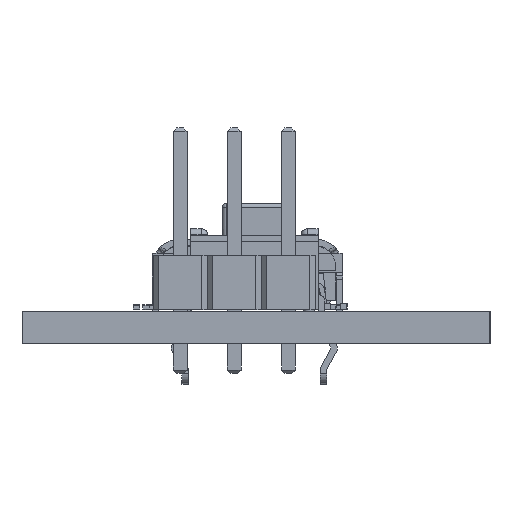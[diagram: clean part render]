
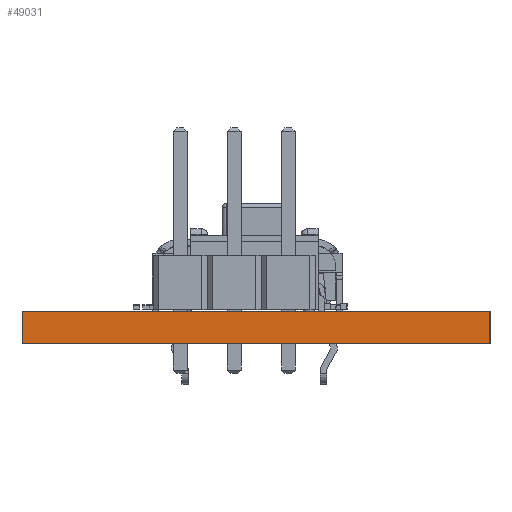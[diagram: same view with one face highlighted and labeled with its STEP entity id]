
A CAD part, left-side view. The second image highlights one B-rep face of the part: STEP entity #49031.
In plain terms, the highlighted planar face has unit normal (-1, 0, 0).
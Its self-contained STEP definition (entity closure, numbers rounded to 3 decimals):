
#48975 = VERTEX_POINT('',#48976);
#48976 = CARTESIAN_POINT('',(89.81,-55.27,1.51));
#48982 = EDGE_CURVE('',#48983,#48975,#48985,.T.);
#48983 = VERTEX_POINT('',#48984);
#48984 = CARTESIAN_POINT('',(89.81,-55.27,0.));
#48985 = LINE('',#48986,#48987);
#48986 = CARTESIAN_POINT('',(89.81,-55.27,0.));
#48987 = VECTOR('',#48988,1.);
#48988 = DIRECTION('',(0.,0.,1.));
#49031 = ADVANCED_FACE('',(#49032),#49057,.T.);
#49032 = FACE_BOUND('',#49033,.T.);
#49033 = EDGE_LOOP('',(#49034,#49035,#49043,#49051));
#49034 = ORIENTED_EDGE('',*,*,#48982,.T.);
#49035 = ORIENTED_EDGE('',*,*,#49036,.T.);
#49036 = EDGE_CURVE('',#48975,#49037,#49039,.T.);
#49037 = VERTEX_POINT('',#49038);
#49038 = CARTESIAN_POINT('',(89.81,-33.27,1.51));
#49039 = LINE('',#49040,#49041);
#49040 = CARTESIAN_POINT('',(89.81,-55.27,1.51));
#49041 = VECTOR('',#49042,1.);
#49042 = DIRECTION('',(0.,1.,0.));
#49043 = ORIENTED_EDGE('',*,*,#49044,.F.);
#49044 = EDGE_CURVE('',#49045,#49037,#49047,.T.);
#49045 = VERTEX_POINT('',#49046);
#49046 = CARTESIAN_POINT('',(89.81,-33.27,0.));
#49047 = LINE('',#49048,#49049);
#49048 = CARTESIAN_POINT('',(89.81,-33.27,0.));
#49049 = VECTOR('',#49050,1.);
#49050 = DIRECTION('',(0.,0.,1.));
#49051 = ORIENTED_EDGE('',*,*,#49052,.F.);
#49052 = EDGE_CURVE('',#48983,#49045,#49053,.T.);
#49053 = LINE('',#49054,#49055);
#49054 = CARTESIAN_POINT('',(89.81,-55.27,0.));
#49055 = VECTOR('',#49056,1.);
#49056 = DIRECTION('',(0.,1.,0.));
#49057 = PLANE('',#49058);
#49058 = AXIS2_PLACEMENT_3D('',#49059,#49060,#49061);
#49059 = CARTESIAN_POINT('',(89.81,-55.27,0.));
#49060 = DIRECTION('',(-1.,0.,0.));
#49061 = DIRECTION('',(0.,1.,0.));
